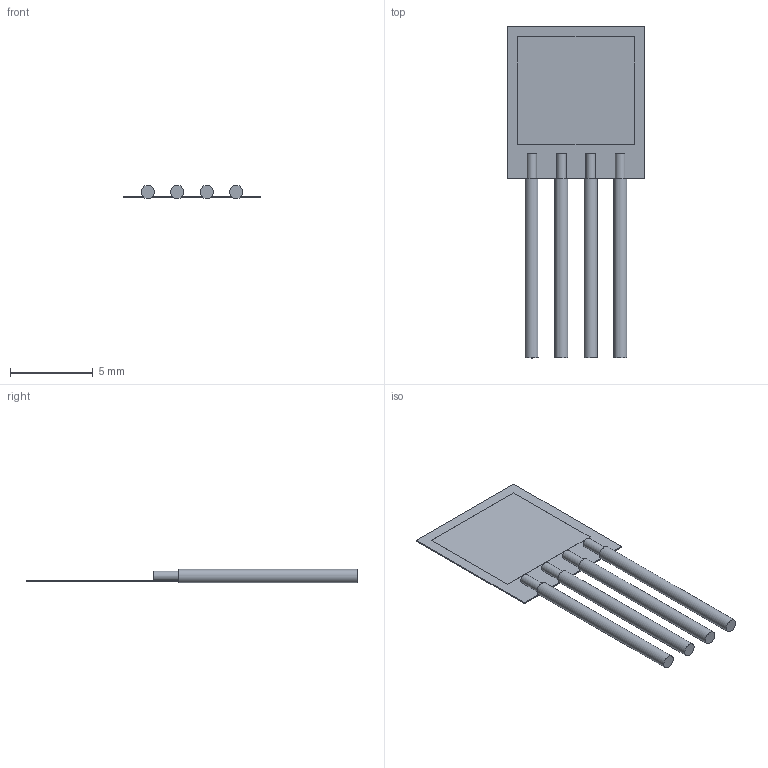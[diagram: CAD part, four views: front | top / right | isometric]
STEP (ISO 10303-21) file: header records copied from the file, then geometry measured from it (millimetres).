
FILE_DESCRIPTION(/* description */ (''),/* implementation_level */ '2;1');
FILE_NAME(/* name */ 'BF350-3EB.step',/* time_stamp */ '2024-04-06T13:34:56+02:00',/* author */ (''),/* organization */ (''),/* preprocessor_version */ 'ST-DEVELOPER v20',/* originating_system */ 'Autodesk Translation Framework v12.20.1.177',/* authorisation */ '');
FILE_SCHEMA (('AUTOMOTIVE_DESIGN { 1 0 10303 214 3 1 1 }'));
Length unit declared in the file: millimetre
Products named in the file (2): (Unsaved); EB Resistive Strain Gauge 350Ohm
Assembly tree (1 placements, depth 2):
  (Unsaved)
    EB Resistive Strain Gauge 350Ohm
Bounding box: 8.3 x 20 x 0.8 mm (x, y, z)
Volume: 29.5 mm3; surface area: 377.5 mm2
Topology: 10 solids, 10 shells, 36 faces, 48 edges, 32 vertices
Faces by surface type: plane 28, cylinder 8
Full cylindrical faces by diameter (mm): 0.575 x4, 0.8 x4
Entity records: 834 total; most frequent: DIRECTION 142, CARTESIAN_POINT 119, ORIENTED_EDGE 96, AXIS2_PLACEMENT_3D 55, EDGE_CURVE 48, FACE_OUTER_BOUND 36, EDGE_LOOP 36, ADVANCED_FACE 36
